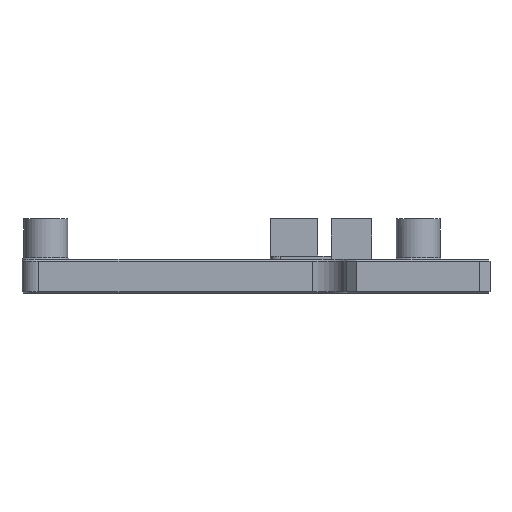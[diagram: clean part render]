
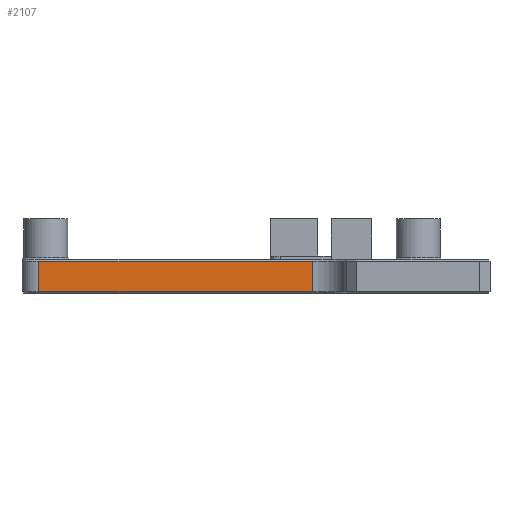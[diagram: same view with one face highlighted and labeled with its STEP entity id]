
A CAD part, front view. The second image highlights one B-rep face of the part: STEP entity #2107.
In plain terms, the highlighted planar face has unit normal (0, -1, 0).
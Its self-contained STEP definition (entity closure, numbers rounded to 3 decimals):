
#94=PLANE('',#2282);
#181=FACE_OUTER_BOUND('',#311,.T.);
#311=EDGE_LOOP('',(#1644,#1645,#1646,#1647));
#510=LINE('',#3369,#718);
#519=LINE('',#3399,#727);
#520=LINE('',#3403,#728);
#521=LINE('',#3404,#729);
#718=VECTOR('',#2632,10.);
#727=VECTOR('',#2655,10.);
#728=VECTOR('',#2660,10.);
#729=VECTOR('',#2661,10.);
#1017=VERTEX_POINT('',#3363);
#1018=VERTEX_POINT('',#3367);
#1025=VERTEX_POINT('',#3398);
#1026=VERTEX_POINT('',#3402);
#1241=EDGE_CURVE('',#1018,#1017,#510,.T.);
#1253=EDGE_CURVE('',#1017,#1025,#519,.T.);
#1255=EDGE_CURVE('',#1026,#1018,#520,.T.);
#1256=EDGE_CURVE('',#1025,#1026,#521,.T.);
#1644=ORIENTED_EDGE('',*,*,#1241,.F.);
#1645=ORIENTED_EDGE('',*,*,#1255,.F.);
#1646=ORIENTED_EDGE('',*,*,#1256,.F.);
#1647=ORIENTED_EDGE('',*,*,#1253,.F.);
#2107=ADVANCED_FACE('',(#181),#94,.T.);
#2282=AXIS2_PLACEMENT_3D('',#3401,#2658,#2659);
#2632=DIRECTION('',(1.,0.,0.));
#2655=DIRECTION('',(0.,0.,-1.));
#2658=DIRECTION('center_axis',(0.,-1.,0.));
#2659=DIRECTION('ref_axis',(-1.,0.,0.));
#2660=DIRECTION('',(0.,0.,1.));
#2661=DIRECTION('',(-1.,0.,0.));
#3363=CARTESIAN_POINT('',(23.65,-10.,-6.25));
#3367=CARTESIAN_POINT('',(-57.,-10.,-6.25));
#3369=CARTESIAN_POINT('',(31.,-10.,-6.25));
#3398=CARTESIAN_POINT('',(23.65,-10.,-15.25));
#3399=CARTESIAN_POINT('',(23.65,-10.,-5.75));
#3401=CARTESIAN_POINT('Origin',(62.,-10.,-5.75));
#3402=CARTESIAN_POINT('',(-57.,-10.,-15.25));
#3403=CARTESIAN_POINT('',(-57.,-10.,-5.75));
#3404=CARTESIAN_POINT('',(31.,-10.,-15.25));
